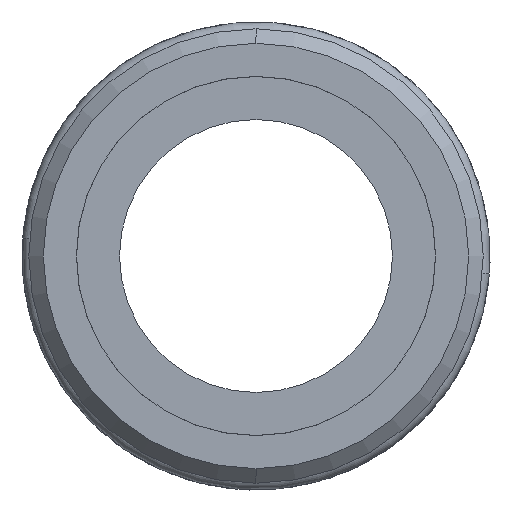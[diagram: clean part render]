
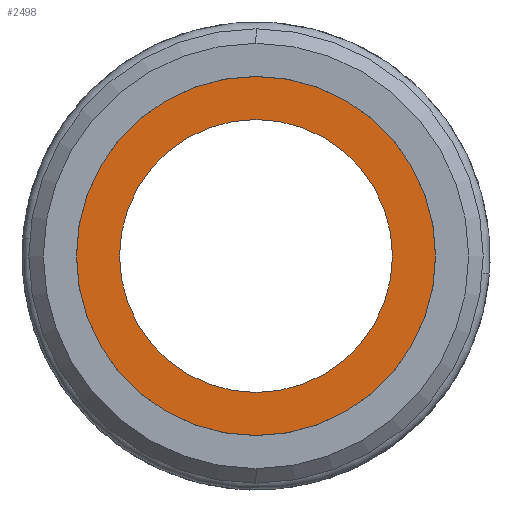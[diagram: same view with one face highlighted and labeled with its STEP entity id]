
A CAD part, front view. The second image highlights one B-rep face of the part: STEP entity #2498.
In plain terms, the highlighted planar face has unit normal (0, -1, 0).
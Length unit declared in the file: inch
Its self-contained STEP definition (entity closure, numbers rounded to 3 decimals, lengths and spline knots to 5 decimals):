
#1 = VERTEX_POINT ( 'NONE', #3209 ) ;
#108 = CARTESIAN_POINT ( 'NONE',  ( 0., -0.995, 0. ) ) ;
#326 = CIRCLE ( 'NONE', #3419, 0.3754 ) ;
#330 = CIRCLE ( 'NONE', #2491, 0.3754 ) ;
#335 = EDGE_CURVE ( 'NONE', #419, #2954, #683, .T. ) ;
#372 = AXIS2_PLACEMENT_3D ( 'NONE', #2293, #2835, #1368 ) ;
#419 = VERTEX_POINT ( 'NONE', #2908 ) ;
#428 = DIRECTION ( 'NONE',  ( 0., -1., 0. ) ) ;
#464 = CARTESIAN_POINT ( 'NONE',  ( 0.494, -0.995, 0. ) ) ;
#567 = CARTESIAN_POINT ( 'NONE',  ( 0., -0.995, 0. ) ) ;
#625 = EDGE_LOOP ( 'NONE', ( #3225, #1139 ) ) ;
#658 = PLANE ( 'NONE',  #3771 ) ;
#683 = CIRCLE ( 'NONE', #372, 0.494 ) ;
#711 = CIRCLE ( 'NONE', #1204, 0.494 ) ;
#730 = DIRECTION ( 'NONE',  ( 0., 1., 0. ) ) ;
#768 = DIRECTION ( 'NONE',  ( 0., -1., 0. ) ) ;
#784 = DIRECTION ( 'NONE',  ( 0., -1., 0. ) ) ;
#1139 = ORIENTED_EDGE ( 'NONE', *, *, #1982, .F. ) ;
#1184 = ORIENTED_EDGE ( 'NONE', *, *, #335, .F. ) ;
#1204 = AXIS2_PLACEMENT_3D ( 'NONE', #108, #730, #1901 ) ;
#1368 = DIRECTION ( 'NONE',  ( 1., 0., 0. ) ) ;
#1490 = CARTESIAN_POINT ( 'NONE',  ( -0.3754, -0.995, 0. ) ) ;
#1496 = ORIENTED_EDGE ( 'NONE', *, *, #2536, .F. ) ;
#1645 = EDGE_CURVE ( 'NONE', #3288, #1, #326, .T. ) ;
#1668 = CARTESIAN_POINT ( 'NONE',  ( 0., -0.995, 0. ) ) ;
#1846 = FACE_OUTER_BOUND ( 'NONE', #3187, .T. ) ;
#1879 = FACE_BOUND ( 'NONE', #625, .T. ) ;
#1901 = DIRECTION ( 'NONE',  ( 1., 0., 0. ) ) ;
#1968 = DIRECTION ( 'NONE',  ( 1., 0., 0. ) ) ;
#1982 = EDGE_CURVE ( 'NONE', #1, #3288, #330, .T. ) ;
#2293 = CARTESIAN_POINT ( 'NONE',  ( 0., -0.995, 0. ) ) ;
#2491 = AXIS2_PLACEMENT_3D ( 'NONE', #567, #768, #1968 ) ;
#2498 = ADVANCED_FACE ( 'NONE', ( #1879, #1846 ), #658, .T. ) ;
#2534 = DIRECTION ( 'NONE',  ( 1., 0., 0. ) ) ;
#2536 = EDGE_CURVE ( 'NONE', #2954, #419, #711, .T. ) ;
#2835 = DIRECTION ( 'NONE',  ( 0., 1., 0. ) ) ;
#2908 = CARTESIAN_POINT ( 'NONE',  ( -0.494, -0.995, 0. ) ) ;
#2954 = VERTEX_POINT ( 'NONE', #464 ) ;
#3032 = DIRECTION ( 'NONE',  ( 1., 0., 0. ) ) ;
#3187 = EDGE_LOOP ( 'NONE', ( #1496, #1184 ) ) ;
#3209 = CARTESIAN_POINT ( 'NONE',  ( 0.3754, -0.995, 0. ) ) ;
#3225 = ORIENTED_EDGE ( 'NONE', *, *, #1645, .F. ) ;
#3288 = VERTEX_POINT ( 'NONE', #1490 ) ;
#3419 = AXIS2_PLACEMENT_3D ( 'NONE', #1668, #784, #2534 ) ;
#3691 = CARTESIAN_POINT ( 'NONE',  ( 0.454, -0.995, 0. ) ) ;
#3771 = AXIS2_PLACEMENT_3D ( 'NONE', #3691, #428, #3032 ) ;
